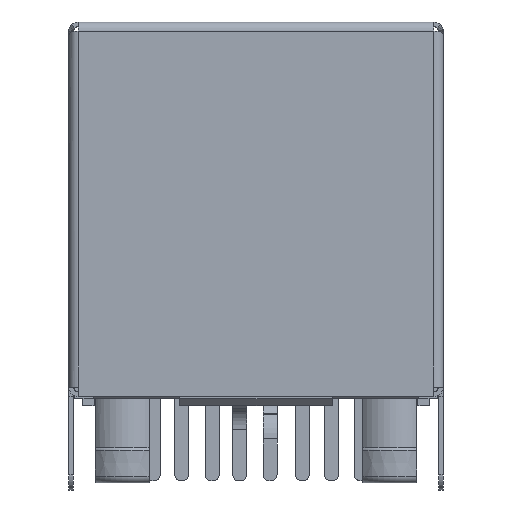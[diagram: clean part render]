
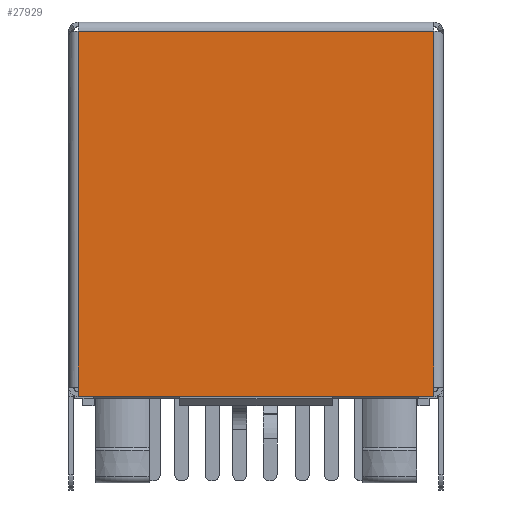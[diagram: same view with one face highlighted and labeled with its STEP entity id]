
A CAD part, front view. The second image highlights one B-rep face of the part: STEP entity #27929.
In plain terms, the highlighted face is planar.
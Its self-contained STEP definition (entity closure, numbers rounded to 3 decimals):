
#6081=ORIENTED_EDGE('',*,*,#9164,.T.);
#6082=ORIENTED_EDGE('',*,*,#9385,.T.);
#6083=ORIENTED_EDGE('',*,*,#9378,.T.);
#6084=ORIENTED_EDGE('',*,*,#9027,.T.);
#6085=ORIENTED_EDGE('',*,*,#8931,.T.);
#6086=ORIENTED_EDGE('',*,*,#9386,.T.);
#8931=EDGE_CURVE('',#11083,#11082,#13368,.T.);
#9027=EDGE_CURVE('',#11141,#11083,#13437,.T.);
#9164=EDGE_CURVE('',#11229,#11228,#13537,.T.);
#9378=EDGE_CURVE('',#11289,#11141,#13687,.T.);
#9385=EDGE_CURVE('',#11228,#11289,#13693,.T.);
#9386=EDGE_CURVE('',#11082,#11229,#13694,.T.);
#11082=VERTEX_POINT('',#39869);
#11083=VERTEX_POINT('',#39871);
#11141=VERTEX_POINT('',#40048);
#11228=VERTEX_POINT('',#40386);
#11229=VERTEX_POINT('',#40388);
#11289=VERTEX_POINT('',#40569);
#13368=LINE('',#39870,#15722);
#13437=LINE('',#40065,#15791);
#13537=LINE('',#40387,#15891);
#13687=LINE('',#40950,#16041);
#13693=LINE('',#40960,#16047);
#13694=LINE('',#40961,#16048);
#15722=VECTOR('',#33803,1000.);
#15791=VECTOR('',#33992,1000.);
#15891=VECTOR('',#34248,1000.);
#16041=VECTOR('',#34636,1000.);
#16047=VECTOR('',#34650,1000.);
#16048=VECTOR('',#34651,1000.);
#17173=EDGE_LOOP('',(#6081,#6082,#6083,#6084,#6085,#6086));
#18329=FACE_BOUND('',#17173,.T.);
#19246=PLANE('',#29474);
#27929=ADVANCED_FACE('',(#18329),#19246,.T.);
#29474=AXIS2_PLACEMENT_3D('',#40959,#34648,#34649);
#33803=DIRECTION('',(0.,1.,0.));
#33992=DIRECTION('',(0.,1.,0.));
#34248=DIRECTION('',(0.,-1.,0.));
#34636=DIRECTION('',(1.,0.,0.));
#34648=DIRECTION('',(0.,0.,1.));
#34649=DIRECTION('',(0.,-1.,0.));
#34650=DIRECTION('',(0.,-1.,0.));
#34651=DIRECTION('',(-1.,0.,0.));
#39869=CARTESIAN_POINT('',(7.6,7.85,8.35));
#39870=CARTESIAN_POINT('',(7.6,-7.959,8.35));
#39871=CARTESIAN_POINT('',(7.6,7.45,8.35));
#40048=CARTESIAN_POINT('',(7.6,-7.75,8.35));
#40065=CARTESIAN_POINT('',(7.6,-7.959,8.35));
#40386=CARTESIAN_POINT('',(-7.6,7.45,8.35));
#40387=CARTESIAN_POINT('',(-7.6,-7.959,8.35));
#40388=CARTESIAN_POINT('',(-7.6,7.85,8.35));
#40569=CARTESIAN_POINT('',(-7.6,-7.75,8.35));
#40950=CARTESIAN_POINT('',(-7.6,-7.75,8.35));
#40959=CARTESIAN_POINT('',(0.,0.055,8.35));
#40960=CARTESIAN_POINT('',(-7.6,-7.959,8.35));
#40961=CARTESIAN_POINT('',(7.6,7.85,8.35));
